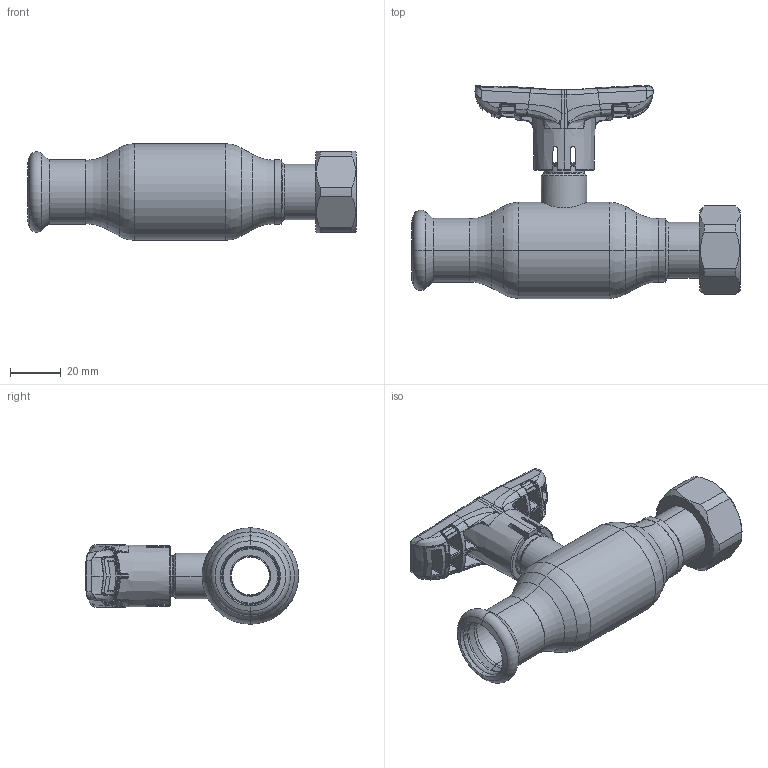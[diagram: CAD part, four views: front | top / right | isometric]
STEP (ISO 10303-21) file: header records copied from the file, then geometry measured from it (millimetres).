
FILE_DESCRIPTION (( 'STEP AP214' ), '1' );
FILE_NAME ('2020001410-0400.step', '2024-01-11T11:03:55', ( '' ), ( '' ), 'SwSTEP 2.0', 'SolidWorks 2021', '' );
FILE_SCHEMA (( 'AUTOMOTIVE_DESIGN' ));
Length unit declared in the file: millimetre
Products named in the file (1): 2020001410-0400
Bounding box: 129.5 x 83.99 x 38 mm (x, y, z)
Surface area: 29124.3 mm2 (no closed solid volume)
Topology: 0 solids, 10 shells, 724 faces, 2128 edges, 1326 vertices
Faces by surface type: bspline 555, plane 57, cylinder 44, cone 35, torus 23, sphere 10
Entity records: 55081 total; most frequent: CARTESIAN_POINT 32900, ORIENTED_EDGE 3706, EDGE_CURVE 2112, DIRECTION 1527, B_SPLINE_CURVE_WITH_KNOTS 1426, VERTEX_POINT 1322, EDGE_LOOP 734, UNCERTAINTY_MEASURE_WITH_UNIT 726
